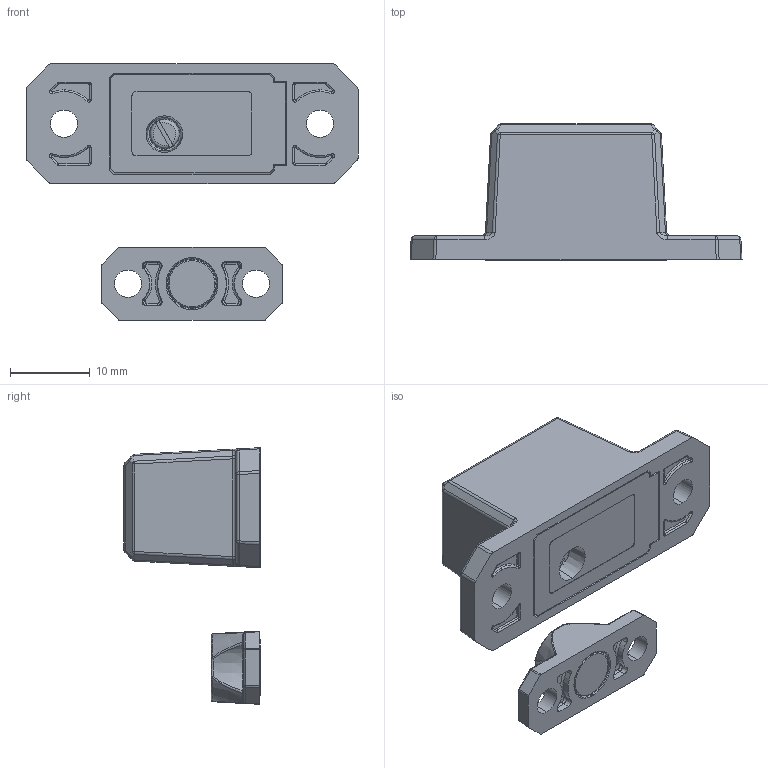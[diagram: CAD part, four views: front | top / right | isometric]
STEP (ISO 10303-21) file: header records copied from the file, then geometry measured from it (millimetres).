
FILE_DESCRIPTION (( 'STEP AP203' ), '1' );
FILE_NAME ('REV-31-1462.STEP', '2018-09-04T17:35:53', ( '' ), ( '' ), 'SwSTEP 2.0', 'SolidWorks 2017', '' );
FILE_SCHEMA (( 'CONFIG_CONTROL_DESIGN' ));
Length unit declared in the file: millimetre
Products named in the file (8): REV-40-1467; REV-40-1465; 6mm X 5mm magnet; cheese slotted head_ks_KS 1021 CS - M2 x 12-N; REV-40-1467 Assembly; REV-40-1466; REV-31-1462; hall effect switch assembly
Assembly tree (7 placements, depth 3):
  REV-31-1462
    REV-40-1467 Assembly
      REV-40-1467
      6mm X 5mm magnet
    hall effect switch assembly
      REV-40-1465
      REV-40-1466
      cheese slotted head_ks_KS 1021 CS - M2 x 12-N
Bounding box: 41.5 x 17 x 32.07 mm (x, y, z)
Volume: 3596.3 mm3; surface area: 5424.1 mm2
Topology: 5 solids, 5 shells, 574 faces, 1383 edges, 795 vertices
Faces by surface type: cylinder 150, plane 142, bspline 118, torus 75, sphere 48, cone 41
Entity records: 19986 total; most frequent: CARTESIAN_POINT 6908, ORIENTED_EDGE 2694, DIRECTION 2454, EDGE_CURVE 1347, AXIS2_PLACEMENT_3D 988, VERTEX_POINT 795, EDGE_LOOP 602, ADVANCED_FACE 574
